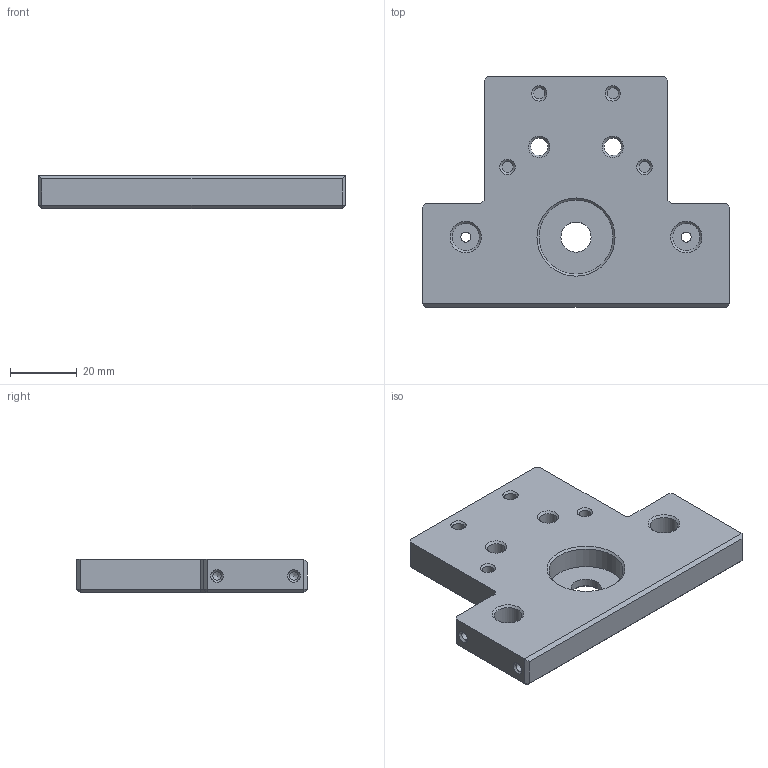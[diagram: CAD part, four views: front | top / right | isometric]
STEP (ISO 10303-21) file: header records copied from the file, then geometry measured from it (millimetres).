
FILE_DESCRIPTION(('FreeCAD Model'),'2;1');
FILE_NAME('Open CASCADE Shape Model','2024-06-08T12:30:52',(''),(''), 'Open CASCADE STEP processor 7.6','FreeCAD','Unknown');
FILE_SCHEMA(('AUTOMOTIVE_DESIGN { 1 0 10303 214 1 1 1 1 }'));
Length unit declared in the file: millimetre
Products named in the file (1): X-Sled_BottomPlate
Bounding box: 92 x 69 x 10 mm (x, y, z)
Volume: 44107.6 mm3; surface area: 14742.1 mm2
Topology: 1 solids, 1 shells, 96 faces, 195 edges, 116 vertices
Faces by surface type: plane 50, cone 26, cylinder 20
Full cylindrical faces by diameter (mm): 2.5 x4, 3 x2, 3.4 x4, 5.2 x2, 6.1 x4, 8.2 x2, 9 x1, 22.2 x1
Entity records: 2495 total; most frequent: DIRECTION 455, CARTESIAN_POINT 404, ORIENTED_EDGE 382, EDGE_CURVE 191, AXIS2_PLACEMENT_3D 167, FACE_BOUND 125, EDGE_LOOP 125, LINE 121
